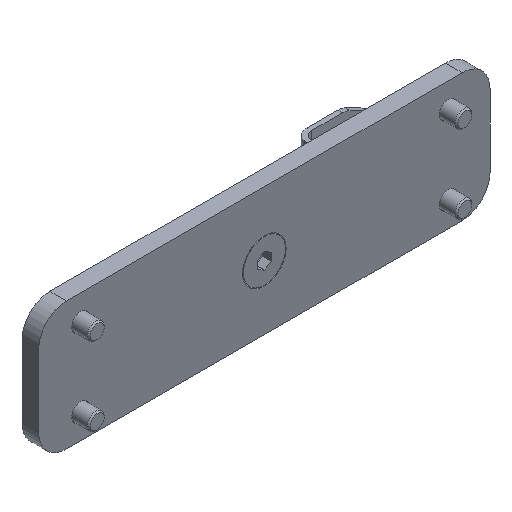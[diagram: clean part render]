
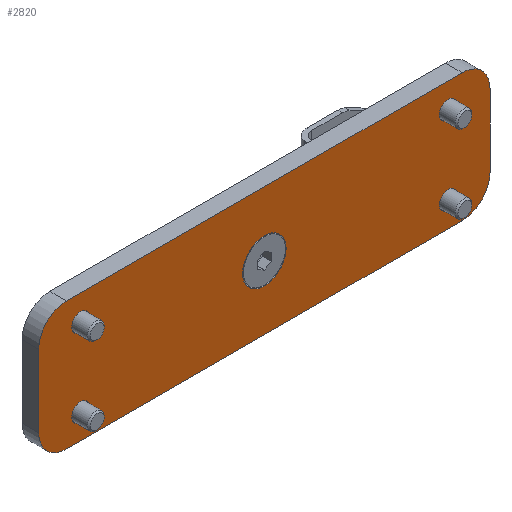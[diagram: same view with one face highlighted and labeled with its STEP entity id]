
A CAD part, isometric view. The second image highlights one B-rep face of the part: STEP entity #2820.
In plain terms, the highlighted planar face has unit normal (0, -1, 0).
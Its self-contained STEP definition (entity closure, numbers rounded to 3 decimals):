
#32=FACE_BOUND('',#1083,.T.);
#33=FACE_BOUND('',#1084,.T.);
#34=FACE_BOUND('',#1085,.T.);
#35=FACE_BOUND('',#1086,.T.);
#36=FACE_BOUND('',#1087,.T.);
#109=PLANE('',#3111);
#376=LINE('',#5254,#614);
#377=LINE('',#5258,#615);
#378=LINE('',#5262,#616);
#379=LINE('',#5265,#617);
#614=VECTOR('',#3845,10.);
#615=VECTOR('',#3848,10.);
#616=VECTOR('',#3851,10.);
#617=VECTOR('',#3854,10.);
#760=CIRCLE('',#3099,1.6);
#761=CIRCLE('',#3102,1.6);
#762=CIRCLE('',#3105,1.6);
#763=CIRCLE('',#3108,1.6);
#764=CIRCLE('',#3110,5.);
#765=CIRCLE('',#3112,5.);
#766=CIRCLE('',#3113,5.);
#767=CIRCLE('',#3114,5.);
#768=CIRCLE('',#3115,3.9);
#917=FACE_OUTER_BOUND('',#1082,.T.);
#1082=EDGE_LOOP('',(#2452,#2453,#2454,#2455,#2456,#2457,#2458,#2459));
#1083=EDGE_LOOP('',(#2460));
#1084=EDGE_LOOP('',(#2461));
#1085=EDGE_LOOP('',(#2462));
#1086=EDGE_LOOP('',(#2463));
#1087=EDGE_LOOP('',(#2464));
#1357=VERTEX_POINT('',#5225);
#1358=VERTEX_POINT('',#5231);
#1359=VERTEX_POINT('',#5237);
#1360=VERTEX_POINT('',#5243);
#1361=VERTEX_POINT('',#5247);
#1362=VERTEX_POINT('',#5248);
#1363=VERTEX_POINT('',#5253);
#1364=VERTEX_POINT('',#5255);
#1365=VERTEX_POINT('',#5257);
#1366=VERTEX_POINT('',#5259);
#1367=VERTEX_POINT('',#5261);
#1368=VERTEX_POINT('',#5263);
#1369=VERTEX_POINT('',#5266);
#1721=EDGE_CURVE('',#1357,#1357,#760,.T.);
#1724=EDGE_CURVE('',#1358,#1358,#761,.T.);
#1727=EDGE_CURVE('',#1359,#1359,#762,.T.);
#1730=EDGE_CURVE('',#1360,#1360,#763,.T.);
#1731=EDGE_CURVE('',#1361,#1362,#764,.T.);
#1734=EDGE_CURVE('',#1361,#1363,#376,.T.);
#1735=EDGE_CURVE('',#1364,#1363,#765,.T.);
#1736=EDGE_CURVE('',#1364,#1365,#377,.T.);
#1737=EDGE_CURVE('',#1366,#1365,#766,.T.);
#1738=EDGE_CURVE('',#1366,#1367,#378,.T.);
#1739=EDGE_CURVE('',#1368,#1367,#767,.T.);
#1740=EDGE_CURVE('',#1368,#1362,#379,.T.);
#1741=EDGE_CURVE('',#1369,#1369,#768,.T.);
#2452=ORIENTED_EDGE('',*,*,#1731,.F.);
#2453=ORIENTED_EDGE('',*,*,#1734,.T.);
#2454=ORIENTED_EDGE('',*,*,#1735,.F.);
#2455=ORIENTED_EDGE('',*,*,#1736,.T.);
#2456=ORIENTED_EDGE('',*,*,#1737,.F.);
#2457=ORIENTED_EDGE('',*,*,#1738,.T.);
#2458=ORIENTED_EDGE('',*,*,#1739,.F.);
#2459=ORIENTED_EDGE('',*,*,#1740,.T.);
#2460=ORIENTED_EDGE('',*,*,#1721,.T.);
#2461=ORIENTED_EDGE('',*,*,#1724,.T.);
#2462=ORIENTED_EDGE('',*,*,#1727,.T.);
#2463=ORIENTED_EDGE('',*,*,#1730,.T.);
#2464=ORIENTED_EDGE('',*,*,#1741,.T.);
#2820=ADVANCED_FACE('',(#917,#32,#33,#34,#35,#36),#109,.T.);
#3099=AXIS2_PLACEMENT_3D('',#5227,#3811,#3812);
#3102=AXIS2_PLACEMENT_3D('',#5233,#3819,#3820);
#3105=AXIS2_PLACEMENT_3D('',#5239,#3827,#3828);
#3108=AXIS2_PLACEMENT_3D('',#5245,#3835,#3836);
#3110=AXIS2_PLACEMENT_3D('',#5249,#3839,#3840);
#3111=AXIS2_PLACEMENT_3D('',#5252,#3843,#3844);
#3112=AXIS2_PLACEMENT_3D('',#5256,#3846,#3847);
#3113=AXIS2_PLACEMENT_3D('',#5260,#3849,#3850);
#3114=AXIS2_PLACEMENT_3D('',#5264,#3852,#3853);
#3115=AXIS2_PLACEMENT_3D('',#5267,#3855,#3856);
#3811=DIRECTION('center_axis',(0.,1.,0.));
#3812=DIRECTION('ref_axis',(-1.,0.,0.));
#3819=DIRECTION('center_axis',(0.,1.,0.));
#3820=DIRECTION('ref_axis',(-1.,0.,0.));
#3827=DIRECTION('center_axis',(0.,1.,0.));
#3828=DIRECTION('ref_axis',(-1.,0.,0.));
#3835=DIRECTION('center_axis',(0.,1.,0.));
#3836=DIRECTION('ref_axis',(-1.,0.,0.));
#3839=DIRECTION('center_axis',(0.,1.,0.));
#3840=DIRECTION('ref_axis',(0.707,0.,-0.707));
#3843=DIRECTION('center_axis',(0.,-1.,0.));
#3844=DIRECTION('ref_axis',(1.,0.,0.));
#3845=DIRECTION('',(0.,0.,1.));
#3846=DIRECTION('center_axis',(0.,1.,0.));
#3847=DIRECTION('ref_axis',(0.707,0.,0.707));
#3848=DIRECTION('',(-1.,0.,0.));
#3849=DIRECTION('center_axis',(0.,1.,0.));
#3850=DIRECTION('ref_axis',(-0.707,0.,0.707));
#3851=DIRECTION('',(0.,0.,-1.));
#3852=DIRECTION('center_axis',(0.,1.,0.));
#3853=DIRECTION('ref_axis',(-0.707,0.,-0.707));
#3854=DIRECTION('',(1.,0.,0.));
#3855=DIRECTION('center_axis',(0.,1.,0.));
#3856=DIRECTION('ref_axis',(1.,0.,0.));
#5225=CARTESIAN_POINT('',(34.6,-3.,7.));
#5227=CARTESIAN_POINT('Origin',(33.,-3.,7.));
#5231=CARTESIAN_POINT('',(34.6,-3.,-7.));
#5233=CARTESIAN_POINT('Origin',(33.,-3.,-7.));
#5237=CARTESIAN_POINT('',(-31.4,-3.,-7.));
#5239=CARTESIAN_POINT('Origin',(-33.,-3.,-7.));
#5243=CARTESIAN_POINT('',(-31.4,-3.,7.));
#5245=CARTESIAN_POINT('Origin',(-33.,-3.,7.));
#5247=CARTESIAN_POINT('',(40.5,-3.,-6.5));
#5248=CARTESIAN_POINT('',(35.5,-3.,-11.5));
#5249=CARTESIAN_POINT('Origin',(35.5,-3.,-6.5));
#5252=CARTESIAN_POINT('Origin',(0.,-3.,0.));
#5253=CARTESIAN_POINT('',(40.5,-3.,6.5));
#5254=CARTESIAN_POINT('',(40.5,-3.,-11.5));
#5255=CARTESIAN_POINT('',(35.5,-3.,11.5));
#5256=CARTESIAN_POINT('Origin',(35.5,-3.,6.5));
#5257=CARTESIAN_POINT('',(-35.5,-3.,11.5));
#5258=CARTESIAN_POINT('',(40.5,-3.,11.5));
#5259=CARTESIAN_POINT('',(-40.5,-3.,6.5));
#5260=CARTESIAN_POINT('Origin',(-35.5,-3.,6.5));
#5261=CARTESIAN_POINT('',(-40.5,-3.,-6.5));
#5262=CARTESIAN_POINT('',(-40.5,-3.,11.5));
#5263=CARTESIAN_POINT('',(-35.5,-3.,-11.5));
#5264=CARTESIAN_POINT('Origin',(-35.5,-3.,-6.5));
#5265=CARTESIAN_POINT('',(-40.5,-3.,-11.5));
#5266=CARTESIAN_POINT('',(-3.9,-3.,0.));
#5267=CARTESIAN_POINT('Origin',(0.,-3.,0.));
